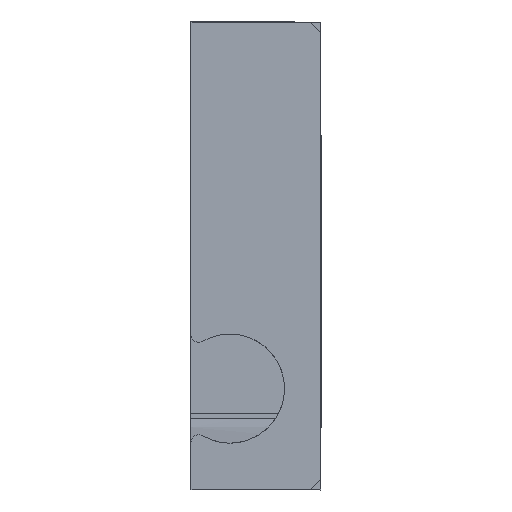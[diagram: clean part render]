
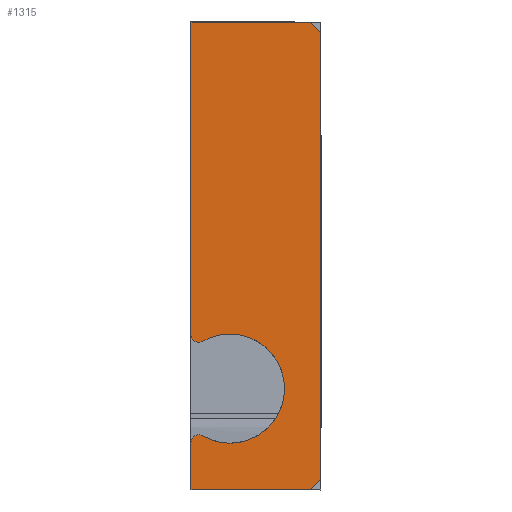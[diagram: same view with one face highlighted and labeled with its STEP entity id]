
A CAD part, left-side view. The second image highlights one B-rep face of the part: STEP entity #1315.
In plain terms, the highlighted planar face has unit normal (-1, 0, 0).
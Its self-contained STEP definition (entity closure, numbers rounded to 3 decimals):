
#38=CIRCLE('',#1349,2.1);
#51=CIRCLE('',#1402,0.3);
#65=CIRCLE('',#1427,0.3);
#113=PLANE('',#1426);
#176=FACE_OUTER_BOUND('',#249,.T.);
#249=EDGE_LOOP('',(#1168,#1169,#1170,#1171,#1172,#1173,#1174,#1175,#1176,
#1177));
#347=LINE('',#2057,#486);
#354=LINE('',#2072,#493);
#382=LINE('',#2221,#521);
#385=LINE('',#2231,#524);
#393=LINE('',#2260,#532);
#395=LINE('',#2264,#534);
#396=LINE('',#2266,#535);
#486=VECTOR('',#1609,10.);
#493=VECTOR('',#1622,10.);
#521=VECTOR('',#1704,10.);
#524=VECTOR('',#1715,10.);
#532=VECTOR('',#1749,10.);
#534=VECTOR('',#1753,10.);
#535=VECTOR('',#1756,10.);
#591=VERTEX_POINT('',#1923);
#592=VERTEX_POINT('',#1925);
#632=VERTEX_POINT('',#2054);
#633=VERTEX_POINT('',#2056);
#637=VERTEX_POINT('',#2069);
#638=VERTEX_POINT('',#2071);
#655=VERTEX_POINT('',#2220);
#658=VERTEX_POINT('',#2230);
#666=VERTEX_POINT('',#2259);
#667=VERTEX_POINT('',#2263);
#717=EDGE_CURVE('',#592,#591,#38,.T.);
#778=EDGE_CURVE('',#633,#632,#347,.T.);
#786=EDGE_CURVE('',#638,#637,#354,.T.);
#819=EDGE_CURVE('',#591,#633,#51,.T.);
#825=EDGE_CURVE('',#638,#655,#382,.T.);
#830=EDGE_CURVE('',#658,#655,#385,.T.);
#845=EDGE_CURVE('',#658,#666,#393,.T.);
#847=EDGE_CURVE('',#637,#667,#395,.T.);
#848=EDGE_CURVE('',#667,#592,#65,.T.);
#849=EDGE_CURVE('',#632,#666,#396,.T.);
#1168=ORIENTED_EDGE('',*,*,#825,.F.);
#1169=ORIENTED_EDGE('',*,*,#786,.T.);
#1170=ORIENTED_EDGE('',*,*,#847,.T.);
#1171=ORIENTED_EDGE('',*,*,#848,.T.);
#1172=ORIENTED_EDGE('',*,*,#717,.T.);
#1173=ORIENTED_EDGE('',*,*,#819,.T.);
#1174=ORIENTED_EDGE('',*,*,#778,.T.);
#1175=ORIENTED_EDGE('',*,*,#849,.T.);
#1176=ORIENTED_EDGE('',*,*,#845,.F.);
#1177=ORIENTED_EDGE('',*,*,#830,.T.);
#1315=ADVANCED_FACE('',(#176),#113,.T.);
#1349=AXIS2_PLACEMENT_3D('',#1926,#1502,#1503);
#1402=AXIS2_PLACEMENT_3D('',#2210,#1689,#1690);
#1426=AXIS2_PLACEMENT_3D('',#2262,#1751,#1752);
#1427=AXIS2_PLACEMENT_3D('',#2265,#1754,#1755);
#1502=DIRECTION('center_axis',(1.,0.,0.));
#1503=DIRECTION('ref_axis',(0.,0.5,-0.866));
#1609=DIRECTION('',(0.,0.,-1.));
#1622=DIRECTION('',(0.,1.,0.));
#1689=DIRECTION('center_axis',(-1.,0.,0.));
#1690=DIRECTION('ref_axis',(0.,-0.5,0.866));
#1704=DIRECTION('',(0.,-0.707,-0.707));
#1715=DIRECTION('',(0.,0.,1.));
#1749=DIRECTION('',(0.,0.707,-0.707));
#1751=DIRECTION('center_axis',(-1.,0.,0.));
#1752=DIRECTION('ref_axis',(0.,0.,1.));
#1753=DIRECTION('',(0.,0.,-1.));
#1754=DIRECTION('center_axis',(-1.,0.,0.));
#1755=DIRECTION('ref_axis',(0.,1.,0.));
#1756=DIRECTION('',(0.,-1.,0.));
#1923=CARTESIAN_POINT('',(0.,4.55,-6.919));
#1925=CARTESIAN_POINT('',(0.,4.55,-3.281));
#1926=CARTESIAN_POINT('Origin',(0.,3.5,-5.1));
#2054=CARTESIAN_POINT('',(0.,5.,-9.));
#2056=CARTESIAN_POINT('',(0.,5.,-7.178));
#2057=CARTESIAN_POINT('',(0.,5.,0.));
#2069=CARTESIAN_POINT('',(0.,5.,9.));
#2071=CARTESIAN_POINT('',(0.,0.4,9.));
#2072=CARTESIAN_POINT('',(0.,4.49,9.));
#2210=CARTESIAN_POINT('Origin',(0.,4.7,-7.178));
#2220=CARTESIAN_POINT('',(0.,0.,8.6));
#2221=CARTESIAN_POINT('',(0.,0.195,8.795));
#2230=CARTESIAN_POINT('',(0.,0.,-8.6));
#2231=CARTESIAN_POINT('',(0.,0.,0.));
#2259=CARTESIAN_POINT('',(0.,0.4,-9.));
#2260=CARTESIAN_POINT('',(0.,0.195,-8.795));
#2262=CARTESIAN_POINT('Origin',(0.,8.98,0.));
#2263=CARTESIAN_POINT('',(0.,5.,-3.022));
#2264=CARTESIAN_POINT('',(0.,5.,0.));
#2265=CARTESIAN_POINT('Origin',(0.,4.7,-3.022));
#2266=CARTESIAN_POINT('',(0.,4.49,-9.));
